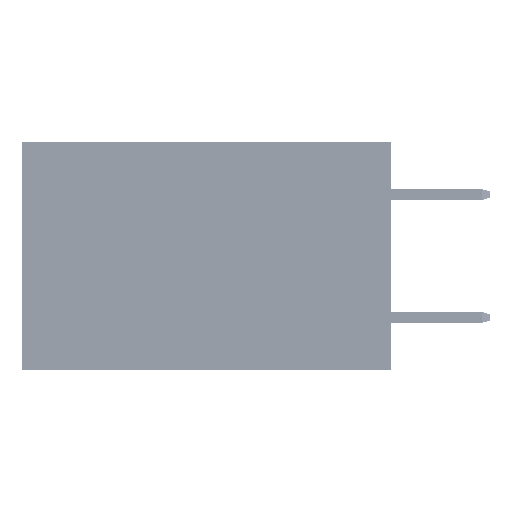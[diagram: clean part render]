
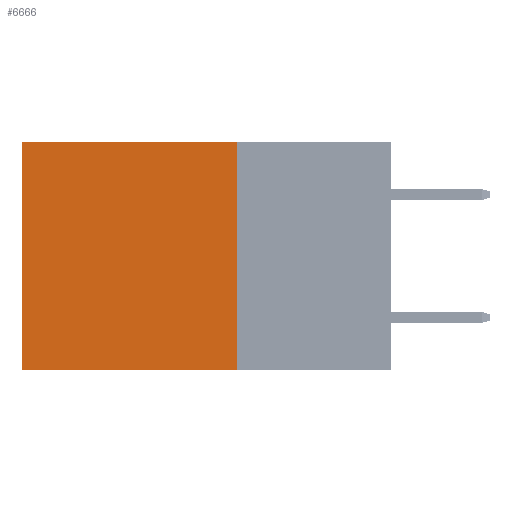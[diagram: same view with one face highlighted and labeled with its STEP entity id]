
A CAD part, left-side view. The second image highlights one B-rep face of the part: STEP entity #6666.
In plain terms, the highlighted planar face has unit normal (-1, 0, 0).
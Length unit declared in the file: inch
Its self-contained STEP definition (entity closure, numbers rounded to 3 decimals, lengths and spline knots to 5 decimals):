
#181 = ORIENTED_EDGE ( 'NONE', *, *, #27416, .F. ) ;
#1667 = VERTEX_POINT ( 'NONE', #27122 ) ;
#2288 = EDGE_LOOP ( 'NONE', ( #8794, #28937, #181, #21137 ) ) ;
#2746 = PLANE ( 'NONE',  #41408 ) ;
#3335 = VECTOR ( 'NONE', #36486, 39.37008 ) ;
#6666 = ADVANCED_FACE ( 'NONE', ( #33684 ), #2746, .F. ) ;
#8712 = VERTEX_POINT ( 'NONE', #39807 ) ;
#8794 = ORIENTED_EDGE ( 'NONE', *, *, #27276, .T. ) ;
#9706 = LINE ( 'NONE', #16824, #22549 ) ;
#12069 = VECTOR ( 'NONE', #15530, 39.37008 ) ;
#13247 = LINE ( 'NONE', #41362, #12069 ) ;
#13644 = CARTESIAN_POINT ( 'NONE',  ( 0.2875, 0.25, 0. ) ) ;
#14683 = LINE ( 'NONE', #38170, #41431 ) ;
#15530 = DIRECTION ( 'NONE',  ( 0., 1., 0. ) ) ;
#16824 = CARTESIAN_POINT ( 'NONE',  ( 0.2875, 0.6, 0. ) ) ;
#21137 = ORIENTED_EDGE ( 'NONE', *, *, #27093, .T. ) ;
#21522 = CARTESIAN_POINT ( 'NONE',  ( 0.2875, 0.25, 0. ) ) ;
#22549 = VECTOR ( 'NONE', #35702, 39.37008 ) ;
#27093 = EDGE_CURVE ( 'NONE', #1667, #27281, #13247, .T. ) ;
#27122 = CARTESIAN_POINT ( 'NONE',  ( 0.2875, 0.25, 0. ) ) ;
#27276 = EDGE_CURVE ( 'NONE', #27281, #8712, #9706, .T. ) ;
#27281 = VERTEX_POINT ( 'NONE', #39090 ) ;
#27416 = EDGE_CURVE ( 'NONE', #1667, #43994, #41128, .T. ) ;
#28430 = DIRECTION ( 'NONE',  ( 1., 0., 0. ) ) ;
#28937 = ORIENTED_EDGE ( 'NONE', *, *, #42306, .F. ) ;
#30797 = CARTESIAN_POINT ( 'NONE',  ( 0.2875, 0.25, -0.37 ) ) ;
#31008 = DIRECTION ( 'NONE',  ( 0., 1., 0. ) ) ;
#33684 = FACE_OUTER_BOUND ( 'NONE', #2288, .T. ) ;
#35702 = DIRECTION ( 'NONE',  ( 0., 0., -1. ) ) ;
#36486 = DIRECTION ( 'NONE',  ( 0., 0., -1. ) ) ;
#38170 = CARTESIAN_POINT ( 'NONE',  ( 0.2875, 0.25, -0.37 ) ) ;
#39090 = CARTESIAN_POINT ( 'NONE',  ( 0.2875, 0.6, 0. ) ) ;
#39807 = CARTESIAN_POINT ( 'NONE',  ( 0.2875, 0.6, -0.37 ) ) ;
#41128 = LINE ( 'NONE', #21522, #3335 ) ;
#41362 = CARTESIAN_POINT ( 'NONE',  ( 0.2875, 0.25, 0. ) ) ;
#41408 = AXIS2_PLACEMENT_3D ( 'NONE', #13644, #28430, #47020 ) ;
#41431 = VECTOR ( 'NONE', #31008, 39.37008 ) ;
#42306 = EDGE_CURVE ( 'NONE', #43994, #8712, #14683, .T. ) ;
#43994 = VERTEX_POINT ( 'NONE', #30797 ) ;
#47020 = DIRECTION ( 'NONE',  ( 0., 0., -1. ) ) ;
